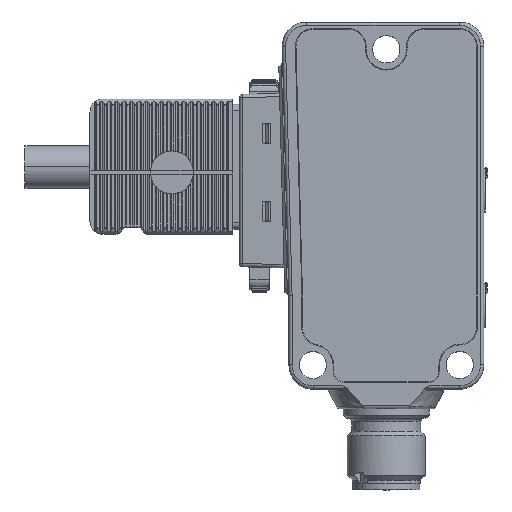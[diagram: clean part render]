
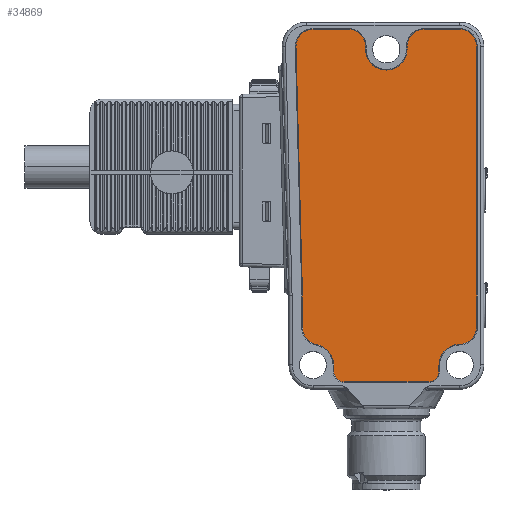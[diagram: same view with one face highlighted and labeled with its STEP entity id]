
A CAD part, top view. The second image highlights one B-rep face of the part: STEP entity #34869.
In plain terms, the highlighted planar face has unit normal (0, 0, 1).
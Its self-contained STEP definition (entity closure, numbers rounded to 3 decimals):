
#5602=CARTESIAN_POINT('',(9.15,13.05,6.8));
#5603=DIRECTION('',(0.,0.,1.));
#5604=DIRECTION('',(1.,0.,0.));
#5605=AXIS2_PLACEMENT_3D('',#5602,#5603,#5604);
#5758=CARTESIAN_POINT('',(20.85,13.05,6.8));
#5759=DIRECTION('',(0.,0.,1.));
#5760=DIRECTION('',(0.,1.,0.));
#5761=AXIS2_PLACEMENT_3D('',#5758,#5759,#5760);
#5914=CARTESIAN_POINT('',(26.25,-30.15,6.8));
#5915=DIRECTION('',(0.,0.,1.));
#5916=DIRECTION('',(0.009,-1.,0.));
#5917=AXIS2_PLACEMENT_3D('',#5914,#5915,#5916);
#5929=CARTESIAN_POINT('',(26.3,-36.,6.8));
#5930=DIRECTION('',(0.,0.,-1.));
#5931=DIRECTION('',(-1.,0.,0.));
#5932=AXIS2_PLACEMENT_3D('',#5929,#5930,#5931);
#6011=CARTESIAN_POINT('',(21.45,-36.95,6.8));
#6012=DIRECTION('',(0.,0.,1.));
#6013=DIRECTION('',(0.,-1.,0.));
#6014=AXIS2_PLACEMENT_3D('',#6011,#6012,#6013);
#6086=CARTESIAN_POINT('',(8.55,-36.95,6.8));
#6087=DIRECTION('',(0.,0.,1.));
#6088=DIRECTION('',(-1.,0.,0.));
#6089=AXIS2_PLACEMENT_3D('',#6086,#6087,#6088);
#6175=CARTESIAN_POINT('',(3.7,-36.,6.8));
#6176=DIRECTION('',(0.,0.,-1.));
#6177=DIRECTION('',(0.179,0.984,0.));
#6178=AXIS2_PLACEMENT_3D('',#6175,#6176,#6177);
#6252=CARTESIAN_POINT('',(4.75,-30.245,6.8));
#6253=DIRECTION('',(0.,0.,1.));
#6254=DIRECTION('',(-1.,0.,0.));
#6255=AXIS2_PLACEMENT_3D('',#6252,#6253,#6254);
#6260=DIRECTION('',(0.,-1.,0.));
#6261=VECTOR('',#6260,0.95);
#6262=CARTESIAN_POINT('',(6.9,-36.,6.8));
#6263=LINE('',#6262,#6261);
#6267=DIRECTION('',(0.,1.,0.));
#6268=VECTOR('',#6267,5.037);
#6269=CARTESIAN_POINT('',(2.1,-30.245,6.8));
#6270=LINE('',#6269,#6268);
#6274=DIRECTION('',(0.026,-1.,0.));
#6275=VECTOR('',#6274,38.202);
#6276=CARTESIAN_POINT('',(1.1,12.981,6.8));
#6277=LINE('',#6276,#6275);
#6281=CARTESIAN_POINT('',(3.749,13.05,6.8));
#6282=DIRECTION('',(0.,0.,1.));
#6283=DIRECTION('',(0.,1.,0.));
#6284=AXIS2_PLACEMENT_3D('',#6281,#6282,#6283);
#6289=DIRECTION('',(-1.,0.,0.));
#6290=VECTOR('',#6289,5.401);
#6291=CARTESIAN_POINT('',(9.15,15.7,6.8));
#6292=LINE('',#6291,#6290);
#6296=DIRECTION('',(0.,1.,0.));
#6297=VECTOR('',#6296,0.45);
#6298=CARTESIAN_POINT('',(11.8,12.6,6.8));
#6299=LINE('',#6298,#6297);
#6303=CARTESIAN_POINT('',(15.,12.6,6.8));
#6304=DIRECTION('',(0.,0.,-1.));
#6305=DIRECTION('',(1.,0.,0.));
#6306=AXIS2_PLACEMENT_3D('',#6303,#6304,#6305);
#6311=DIRECTION('',(0.,-1.,0.));
#6312=VECTOR('',#6311,0.45);
#6313=CARTESIAN_POINT('',(18.2,13.05,6.8));
#6314=LINE('',#6313,#6312);
#6318=DIRECTION('',(1.,0.,0.));
#6319=VECTOR('',#6318,5.4);
#6320=CARTESIAN_POINT('',(20.85,15.7,6.8));
#6321=LINE('',#6320,#6319);
#6325=CARTESIAN_POINT('',(26.25,13.05,6.8));
#6326=DIRECTION('',(0.,0.,1.));
#6327=DIRECTION('',(1.,0.,0.));
#6328=AXIS2_PLACEMENT_3D('',#6325,#6326,#6327);
#6333=DIRECTION('',(0.,-1.,0.));
#6334=VECTOR('',#6333,43.2);
#6335=CARTESIAN_POINT('',(28.9,13.05,6.8));
#6336=LINE('',#6335,#6334);
#6340=DIRECTION('',(0.,1.,0.));
#6341=VECTOR('',#6340,0.95);
#6342=CARTESIAN_POINT('',(23.1,-36.95,6.8));
#6343=LINE('',#6342,#6341);
#6347=DIRECTION('',(-1.,0.,0.));
#6348=VECTOR('',#6347,12.9);
#6349=CARTESIAN_POINT('',(21.45,-38.6,6.8));
#6350=LINE('',#6349,#6348);
#28535=CARTESIAN_POINT('',(18.2,12.6,6.8));
#28536=CARTESIAN_POINT('',(11.8,12.6,6.8));
#28537=VERTEX_POINT('',#28535);
#28538=VERTEX_POINT('',#28536);
#28539=CARTESIAN_POINT('',(26.273,-32.8,6.8));
#28540=CARTESIAN_POINT('',(28.9,-30.15,6.8));
#28541=VERTEX_POINT('',#28539);
#28542=VERTEX_POINT('',#28540);
#28543=CARTESIAN_POINT('',(2.1,-30.245,6.8));
#28544=CARTESIAN_POINT('',(4.274,-32.852,6.8));
#28545=VERTEX_POINT('',#28543);
#28546=VERTEX_POINT('',#28544);
#28547=CARTESIAN_POINT('',(2.1,-25.208,6.8));
#28548=VERTEX_POINT('',#28547);
#28549=CARTESIAN_POINT('',(28.9,13.05,6.8));
#28550=VERTEX_POINT('',#28549);
#28551=CARTESIAN_POINT('',(23.1,-36.,6.8));
#28552=VERTEX_POINT('',#28551);
#28553=CARTESIAN_POINT('',(6.9,-36.,6.8));
#28554=VERTEX_POINT('',#28553);
#28555=CARTESIAN_POINT('',(20.85,15.7,6.8));
#28556=CARTESIAN_POINT('',(18.2,13.05,6.8));
#28557=VERTEX_POINT('',#28555);
#28558=VERTEX_POINT('',#28556);
#28559=CARTESIAN_POINT('',(11.8,13.05,6.8));
#28560=CARTESIAN_POINT('',(9.15,15.7,6.8));
#28561=VERTEX_POINT('',#28559);
#28562=VERTEX_POINT('',#28560);
#28563=CARTESIAN_POINT('',(26.25,15.7,6.8));
#28564=VERTEX_POINT('',#28563);
#28565=CARTESIAN_POINT('',(3.749,15.7,6.8));
#28566=VERTEX_POINT('',#28565);
#28567=CARTESIAN_POINT('',(6.9,-36.95,6.8));
#28568=CARTESIAN_POINT('',(8.55,-38.6,6.8));
#28569=VERTEX_POINT('',#28567);
#28570=VERTEX_POINT('',#28568);
#28571=CARTESIAN_POINT('',(21.45,-38.6,6.8));
#28572=CARTESIAN_POINT('',(23.1,-36.95,6.8));
#28573=VERTEX_POINT('',#28571);
#28574=VERTEX_POINT('',#28572);
#28575=CARTESIAN_POINT('',(1.1,12.981,6.8));
#28576=VERTEX_POINT('',#28575);
#34840=CARTESIAN_POINT('',(0.,0.,6.8));
#34841=DIRECTION('',(0.,0.,1.));
#34842=DIRECTION('',(1.,0.,0.));
#34843=AXIS2_PLACEMENT_3D('',#34840,#34841,#34842);
#34844=PLANE('',#34843);
#34845=ORIENTED_EDGE('',*,*,#34684,.F.);
#34846=ORIENTED_EDGE('',*,*,#34753,.F.);
#34847=ORIENTED_EDGE('',*,*,#34768,.F.);
#34848=ORIENTED_EDGE('',*,*,#34834,.F.);
#34849=ORIENTED_EDGE('',*,*,#34008,.T.);
#34851=ORIENTED_EDGE('',*,*,#34850,.F.);
#34852=ORIENTED_EDGE('',*,*,#34080,.F.);
#34853=ORIENTED_EDGE('',*,*,#34096,.F.);
#34854=ORIENTED_EDGE('',*,*,#34165,.F.);
#34855=ORIENTED_EDGE('',*,*,#34180,.F.);
#34856=ORIENTED_EDGE('',*,*,#34249,.F.);
#34857=ORIENTED_EDGE('',*,*,#34264,.F.);
#34858=ORIENTED_EDGE('',*,*,#34333,.F.);
#34859=ORIENTED_EDGE('',*,*,#34348,.T.);
#34860=ORIENTED_EDGE('',*,*,#34417,.F.);
#34861=ORIENTED_EDGE('',*,*,#34432,.T.);
#34862=ORIENTED_EDGE('',*,*,#34501,.F.);
#34863=ORIENTED_EDGE('',*,*,#34516,.F.);
#34864=ORIENTED_EDGE('',*,*,#34585,.F.);
#34865=ORIENTED_EDGE('',*,*,#34600,.F.);
#34866=ORIENTED_EDGE('',*,*,#34669,.T.);
#34867=EDGE_LOOP('',(#34845,#34846,#34847,#34848,#34849,#34851,#34852,#34853,
#34854,#34855,#34856,#34857,#34858,#34859,#34860,#34861,#34862,#34863,#34864,
#34865,#34866));
#34868=FACE_OUTER_BOUND('',#34867,.F.);
#34869=ADVANCED_FACE('',(#34868),#34844,.T.);
#5606=CIRCLE('',#5605,2.65);
#5762=CIRCLE('',#5761,2.65);
#5918=CIRCLE('',#5917,2.65);
#5933=CIRCLE('',#5932,3.2);
#6015=CIRCLE('',#6014,1.65);
#6090=CIRCLE('',#6089,1.65);
#6179=CIRCLE('',#6178,3.2);
#6256=CIRCLE('',#6255,2.65);
#6285=CIRCLE('',#6284,2.65);
#6307=CIRCLE('',#6306,3.2);
#6329=CIRCLE('',#6328,2.65);
#34008=EDGE_CURVE('',#28545,#28548,#6270,.T.);
#34080=EDGE_CURVE('',#28566,#28576,#6285,.T.);
#34096=EDGE_CURVE('',#28562,#28566,#6292,.T.);
#34165=EDGE_CURVE('',#28561,#28562,#5606,.T.);
#34180=EDGE_CURVE('',#28538,#28561,#6299,.T.);
#34249=EDGE_CURVE('',#28537,#28538,#6307,.T.);
#34264=EDGE_CURVE('',#28558,#28537,#6314,.T.);
#34333=EDGE_CURVE('',#28557,#28558,#5762,.T.);
#34348=EDGE_CURVE('',#28557,#28564,#6321,.T.);
#34417=EDGE_CURVE('',#28550,#28564,#6329,.T.);
#34432=EDGE_CURVE('',#28550,#28542,#6336,.T.);
#34501=EDGE_CURVE('',#28541,#28542,#5918,.T.);
#34516=EDGE_CURVE('',#28552,#28541,#5933,.T.);
#34585=EDGE_CURVE('',#28574,#28552,#6343,.T.);
#34600=EDGE_CURVE('',#28573,#28574,#6015,.T.);
#34669=EDGE_CURVE('',#28573,#28570,#6350,.T.);
#34684=EDGE_CURVE('',#28569,#28570,#6090,.T.);
#34753=EDGE_CURVE('',#28554,#28569,#6263,.T.);
#34768=EDGE_CURVE('',#28546,#28554,#6179,.T.);
#34834=EDGE_CURVE('',#28545,#28546,#6256,.T.);
#34850=EDGE_CURVE('',#28576,#28548,#6277,.T.);
